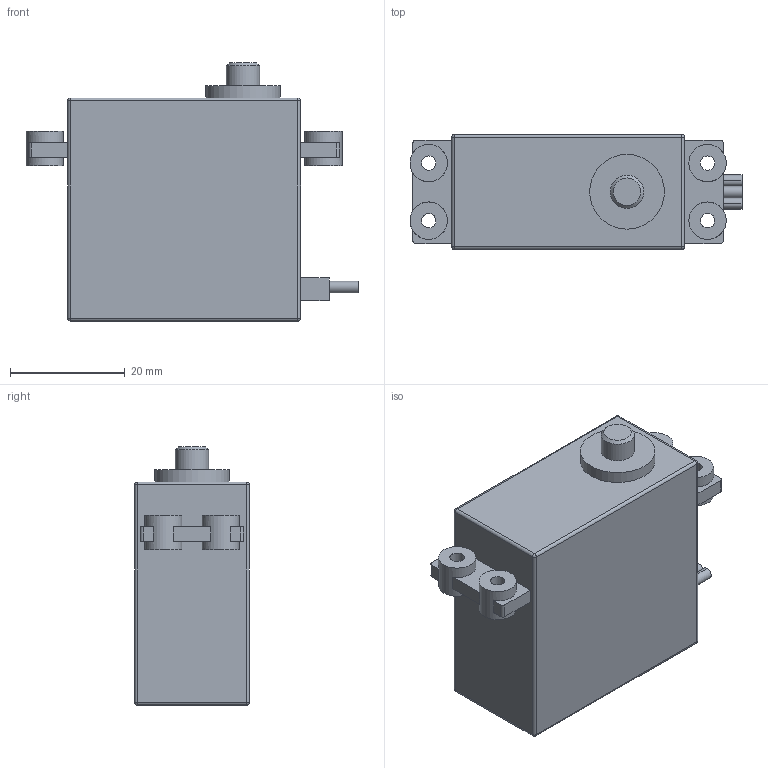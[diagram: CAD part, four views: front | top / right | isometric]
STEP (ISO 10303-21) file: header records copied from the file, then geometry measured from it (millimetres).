
FILE_DESCRIPTION(/* description */ (''),/* implementation_level */ '2;1');
FILE_NAME(/* name */ 'Servomotor_korrekt.stp',/* time_stamp */ '2024-10-02T09:47:07+02:00',/* author */ ('de20559'),/* organization */ (''),/* preprocessor_version */ 'ST-DEVELOPER v20',/* originating_system */ 'Autodesk Inventor 2024',/* authorisation */ '');
FILE_SCHEMA (('AUTOMOTIVE_DESIGN { 1 0 10303 214 3 1 1 }'));
Length unit declared in the file: millimetre
Products named in the file (1): Servomotor_korrekt
Bounding box: 57.75 x 20 x 44.9 mm (x, y, z)
Volume: 32941.7 mm3; surface area: 7583.8 mm2
Topology: 1 solids, 1 shells, 79 faces, 177 edges, 107 vertices
Faces by surface type: plane 38, cylinder 32, sphere 8, cone 1
Full cylindrical faces by diameter (mm): 2.5 x4, 5.8 x1, 6.5 x4, 13 x1
Entity records: 2294 total; most frequent: DIRECTION 415, CARTESIAN_POINT 364, ORIENTED_EDGE 354, EDGE_CURVE 177, AXIS2_PLACEMENT_3D 158, VERTEX_POINT 106, LINE 99, VECTOR 99
